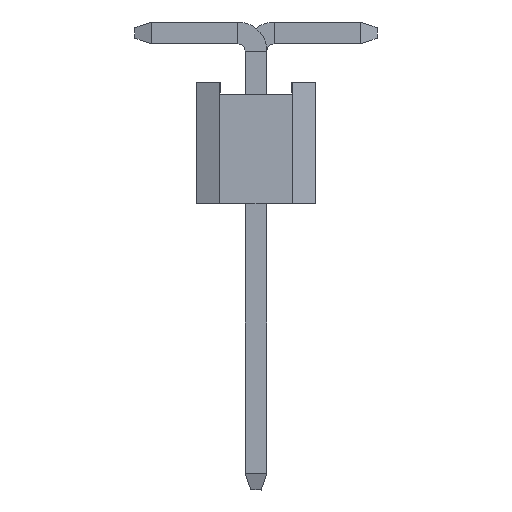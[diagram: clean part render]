
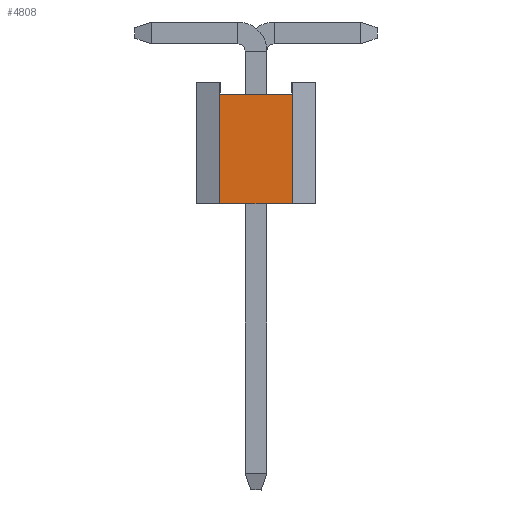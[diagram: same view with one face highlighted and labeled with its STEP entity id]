
A CAD part, left-side view. The second image highlights one B-rep face of the part: STEP entity #4808.
In plain terms, the highlighted planar face has unit normal (-1, 0, 0).
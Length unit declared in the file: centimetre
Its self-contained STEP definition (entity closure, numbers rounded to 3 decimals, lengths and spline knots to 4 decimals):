
#218=FACE_OUTER_BOUND('',#530,.T.);
#530=EDGE_LOOP('',(#3734,#3735,#3736,#3737,#3738,#3739,#3740,#3741));
#967=LINE('',#7203,#1609);
#1011=LINE('',#7292,#1653);
#1089=LINE('',#7434,#1731);
#1098=LINE('',#7449,#1740);
#1099=LINE('',#7451,#1741);
#1100=LINE('',#7452,#1742);
#1101=LINE('',#7453,#1743);
#1102=LINE('',#7454,#1744);
#1609=VECTOR('',#5851,0.151);
#1653=VECTOR('',#5897,0.15);
#1731=VECTOR('',#6005,0.0005);
#1740=VECTOR('',#6020,0.254);
#1741=VECTOR('',#6021,0.0005);
#1742=VECTOR('',#6022,0.024);
#1743=VECTOR('',#6023,0.024);
#1744=VECTOR('',#6024,0.254);
#2159=VERTEX_POINT('',#7200);
#2160=VERTEX_POINT('',#7202);
#2203=VERTEX_POINT('',#7289);
#2204=VERTEX_POINT('',#7291);
#2252=VERTEX_POINT('',#7431);
#2253=VERTEX_POINT('',#7433);
#2256=VERTEX_POINT('',#7448);
#2257=VERTEX_POINT('',#7450);
#2663=EDGE_CURVE('',#2160,#2159,#967,.T.);
#2707=EDGE_CURVE('',#2204,#2203,#1011,.T.);
#2785=EDGE_CURVE('',#2252,#2253,#1089,.T.);
#2794=EDGE_CURVE('',#2256,#2159,#1098,.T.);
#2795=EDGE_CURVE('',#2257,#2256,#1099,.T.);
#2796=EDGE_CURVE('',#2257,#2204,#1100,.T.);
#2797=EDGE_CURVE('',#2203,#2253,#1101,.T.);
#2798=EDGE_CURVE('',#2160,#2252,#1102,.T.);
#3734=ORIENTED_EDGE('',*,*,#2663,.T.);
#3735=ORIENTED_EDGE('',*,*,#2794,.F.);
#3736=ORIENTED_EDGE('',*,*,#2795,.F.);
#3737=ORIENTED_EDGE('',*,*,#2796,.T.);
#3738=ORIENTED_EDGE('',*,*,#2707,.T.);
#3739=ORIENTED_EDGE('',*,*,#2797,.T.);
#3740=ORIENTED_EDGE('',*,*,#2785,.F.);
#3741=ORIENTED_EDGE('',*,*,#2798,.F.);
#4520=PLANE('',#5122);
#4808=ADVANCED_FACE('',(#218),#4520,.F.);
#5122=AXIS2_PLACEMENT_3D('',#7447,#6018,#6019);
#5851=DIRECTION('',(0.,-1.,0.));
#5897=DIRECTION('',(0.,1.,0.));
#6005=DIRECTION('',(0.,-1.,0.));
#6018=DIRECTION('center_axis',(1.,0.,0.));
#6019=DIRECTION('ref_axis',(0.,0.,-1.));
#6020=DIRECTION('',(0.,0.,-1.));
#6021=DIRECTION('',(0.,-1.,0.));
#6022=DIRECTION('',(0.,0.,-1.));
#6023=DIRECTION('',(0.,0.,1.));
#6024=DIRECTION('',(0.,0.,1.));
#7200=CARTESIAN_POINT('',(-0.3821,-0.2076,-0.127));
#7202=CARTESIAN_POINT('',(-0.3821,-0.0566,-0.127));
#7203=CARTESIAN_POINT('',(-0.3821,-0.2571,-0.127));
#7289=CARTESIAN_POINT('',(-0.3821,-0.0571,0.103));
#7291=CARTESIAN_POINT('',(-0.3821,-0.2071,0.103));
#7292=CARTESIAN_POINT('',(-0.3821,-0.2071,0.103));
#7431=CARTESIAN_POINT('',(-0.3821,-0.0566,0.127));
#7433=CARTESIAN_POINT('',(-0.3821,-0.0571,0.127));
#7434=CARTESIAN_POINT('',(-0.3821,-0.2571,0.127));
#7447=CARTESIAN_POINT('Origin',(-0.3821,-0.2571,0.127));
#7448=CARTESIAN_POINT('',(-0.3821,-0.2076,0.127));
#7449=CARTESIAN_POINT('',(-0.3821,-0.2076,-0.1271));
#7450=CARTESIAN_POINT('',(-0.3821,-0.2071,0.127));
#7451=CARTESIAN_POINT('',(-0.3821,-0.2571,0.127));
#7452=CARTESIAN_POINT('',(-0.3821,-0.2071,0.103));
#7453=CARTESIAN_POINT('',(-0.3821,-0.0571,0.103));
#7454=CARTESIAN_POINT('',(-0.3821,-0.0566,-0.1271));
